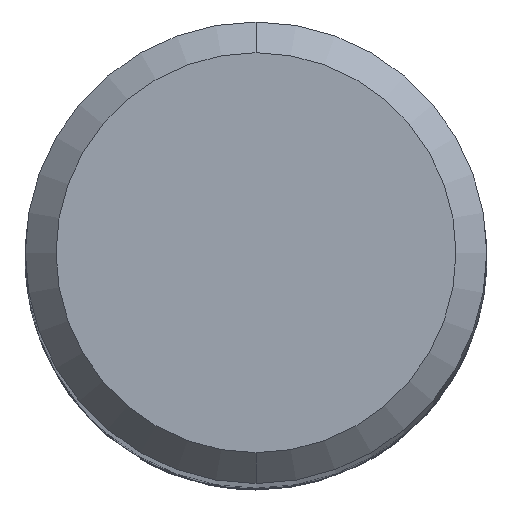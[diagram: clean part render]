
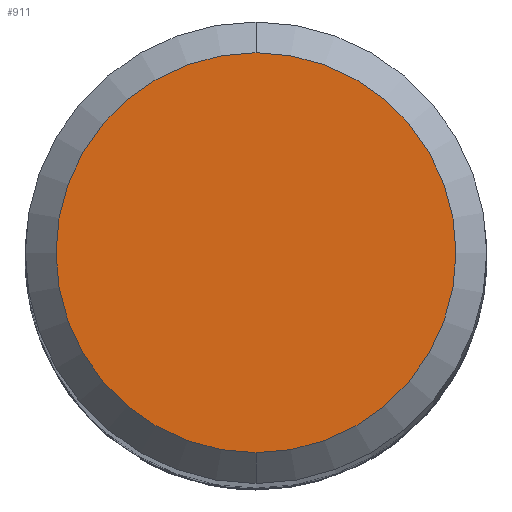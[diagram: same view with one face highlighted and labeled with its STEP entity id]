
A CAD part, top view. The second image highlights one B-rep face of the part: STEP entity #911.
In plain terms, the highlighted planar face has unit normal (0, 0, 1).
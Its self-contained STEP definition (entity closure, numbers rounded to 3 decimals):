
#911=ADVANCED_FACE('',(#2629),#2630,.T.);
#989=EDGE_CURVE('',#1123,#2111,#2716,.T.);
#1123=VERTEX_POINT('',#2864);
#2111=VERTEX_POINT('',#3938);
#2377=EDGE_CURVE('',#2111,#1123,#4229,.T.);
#2629=FACE_OUTER_BOUND('',#4734,.T.);
#2630=PLANE('',#4735);
#2716=CIRCLE('',#5255,2.6);
#2864=CARTESIAN_POINT('',(0.0,2.6,0.0));
#3938=CARTESIAN_POINT('',(0.,-2.6,0.0));
#4229=CIRCLE('',#12848,2.6);
#4734=EDGE_LOOP('',(#13841,#13842));
#4735=AXIS2_PLACEMENT_3D('',#13843,#13844,#13845);
#5255=AXIS2_PLACEMENT_3D('',#13962,#13963,#13964);
#12848=AXIS2_PLACEMENT_3D('',#15702,#15703,#15704);
#13841=ORIENTED_EDGE('',*,*,#989,.F.);
#13842=ORIENTED_EDGE('',*,*,#2377,.F.);
#13843=CARTESIAN_POINT('',(0.0,1.3,0.0));
#13844=DIRECTION('',(-0.0,0.0,1.0));
#13845=DIRECTION('',(0.0,-1.0,0.0));
#13962=CARTESIAN_POINT('',(0.0,0.0,0.0));
#13963=DIRECTION('',(0.0,0.0,-1.0));
#13964=DIRECTION('',(0.0,1.0,0.0));
#15702=CARTESIAN_POINT('',(0.0,0.0,0.0));
#15703=DIRECTION('',(0.0,0.0,-1.0));
#15704=DIRECTION('',(0.0,1.0,0.0));
